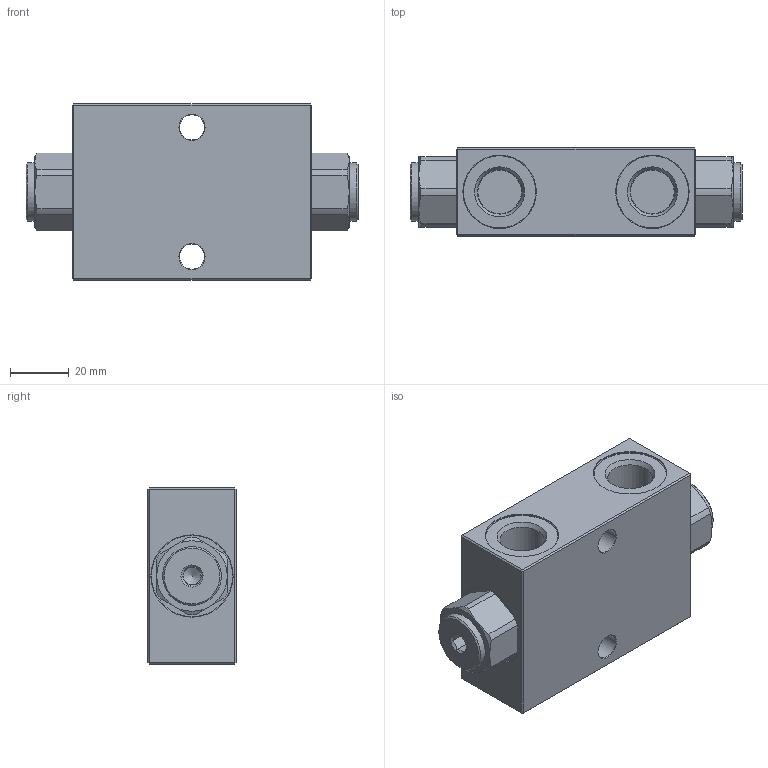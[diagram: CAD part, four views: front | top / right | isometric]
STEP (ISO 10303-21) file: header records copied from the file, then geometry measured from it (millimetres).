
FILE_DESCRIPTION(/* description */ ('Unknown'),/* implementation_level */ '2;1');
FILE_NAME(/* name */ 'V0180',/* time_stamp */ '2020-12-18T16:28:24+01:00',/* author */ ('Unknown'),/* organization */ ('Unknown'),/* preprocessor_version */ 'ST-DEVELOPER v16.7',/* originating_system */ 'DEX',/* authorisation */ $);
FILE_SCHEMA (('AUTOMOTIVE_DESIGN {1 0 10303 214 3 1 1}'));
Length unit declared in the file: millimetre
Products named in the file (1): V0180
Bounding box: 113 x 30 x 60 mm (x, y, z)
Volume: 144540.9 mm3; surface area: 25444.2 mm2
Topology: 1 solids, 3 shells, 150 faces, 340 edges, 210 vertices
Faces by surface type: plane 76, cylinder 36, cone 28, torus 10
Full cylindrical faces by diameter (mm): 3.5 x2, 8.5 x2, 15.2 x8, 20 x2, 25 x4, 28 x2
Entity records: 4823 total; most frequent: CARTESIAN_POINT 765, DIRECTION 630, ORIENTED_EDGE 528, EDGE_CURVE 264, AXIS2_PLACEMENT_3D 255, FACE_BOUND 216, EDGE_LOOP 214, VERTEX_POINT 182
